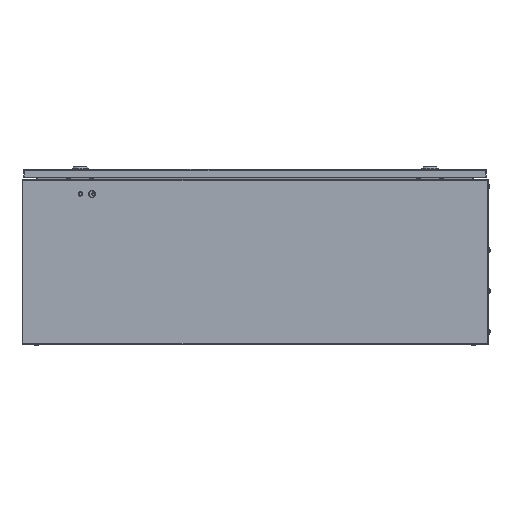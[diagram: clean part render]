
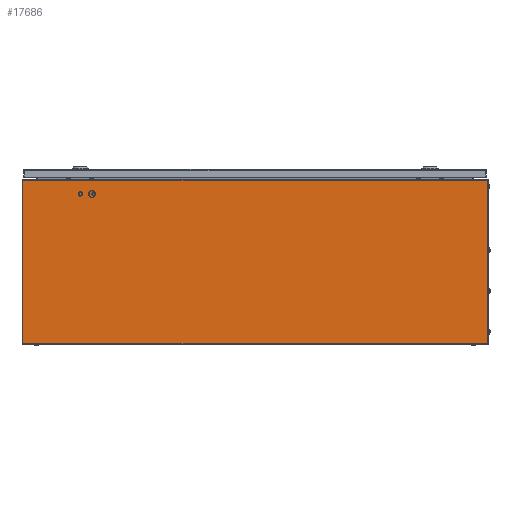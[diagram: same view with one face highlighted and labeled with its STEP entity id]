
A CAD part, left-side view. The second image highlights one B-rep face of the part: STEP entity #17686.
In plain terms, the highlighted planar face has unit normal (-1, 0, 0).
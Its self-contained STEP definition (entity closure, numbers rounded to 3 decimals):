
#4241 = VERTEX_POINT ( 'NONE', #52627 ) ;
#8722 = DIRECTION ( 'NONE',  ( 1., 0., 0. ) ) ;
#9141 = ORIENTED_EDGE ( 'NONE', *, *, #10121, .T. ) ;
#10121 = EDGE_CURVE ( 'NONE', #40898, #42838, #28131, .T. ) ;
#12716 = VECTOR ( 'NONE', #33875, 1000. ) ;
#12859 = AXIS2_PLACEMENT_3D ( 'NONE', #72287, #8722, #66010 ) ;
#14167 = VECTOR ( 'NONE', #18366, 1000. ) ;
#15051 = DIRECTION ( 'NONE',  ( 0., -1., 0. ) ) ;
#15499 = DIRECTION ( 'NONE',  ( 0., -1., 0. ) ) ;
#16125 = EDGE_LOOP ( 'NONE', ( #9141, #23098, #60794, #62949 ) ) ;
#16893 = CARTESIAN_POINT ( 'NONE',  ( 0., 800., 0. ) ) ;
#17686 = ADVANCED_FACE ( 'NONE', ( #48925 ), #54143, .F. ) ;
#18366 = DIRECTION ( 'NONE',  ( 0., 0., -1. ) ) ;
#22201 = VERTEX_POINT ( 'NONE', #61388 ) ;
#22353 = LINE ( 'NONE', #72484, #12716 ) ;
#22515 = CARTESIAN_POINT ( 'NONE',  ( 0., 0., 0. ) ) ;
#23098 = ORIENTED_EDGE ( 'NONE', *, *, #47275, .F. ) ;
#26986 = CARTESIAN_POINT ( 'NONE',  ( 0., 0., 283. ) ) ;
#28131 = LINE ( 'NONE', #50817, #68594 ) ;
#33875 = DIRECTION ( 'NONE',  ( 0., 0., -1. ) ) ;
#34050 = CARTESIAN_POINT ( 'NONE',  ( 0., 800., 283. ) ) ;
#35533 = EDGE_CURVE ( 'NONE', #22201, #4241, #38176, .T. ) ;
#38176 = LINE ( 'NONE', #26986, #72112 ) ;
#40898 = VERTEX_POINT ( 'NONE', #16893 ) ;
#42838 = VERTEX_POINT ( 'NONE', #22515 ) ;
#43038 = EDGE_CURVE ( 'NONE', #22201, #40898, #68201, .T. ) ;
#47275 = EDGE_CURVE ( 'NONE', #4241, #42838, #22353, .T. ) ;
#48925 = FACE_OUTER_BOUND ( 'NONE', #16125, .T. ) ;
#50817 = CARTESIAN_POINT ( 'NONE',  ( 0., 0., 0. ) ) ;
#52627 = CARTESIAN_POINT ( 'NONE',  ( 0., 0., 283. ) ) ;
#54143 = PLANE ( 'NONE',  #12859 ) ;
#60794 = ORIENTED_EDGE ( 'NONE', *, *, #35533, .F. ) ;
#61388 = CARTESIAN_POINT ( 'NONE',  ( 0., 800., 283. ) ) ;
#62949 = ORIENTED_EDGE ( 'NONE', *, *, #43038, .T. ) ;
#66010 = DIRECTION ( 'NONE',  ( 0., 0., -1. ) ) ;
#68201 = LINE ( 'NONE', #34050, #14167 ) ;
#68594 = VECTOR ( 'NONE', #15499, 1000. ) ;
#72112 = VECTOR ( 'NONE', #15051, 1000. ) ;
#72287 = CARTESIAN_POINT ( 'NONE',  ( 0., 0., 283. ) ) ;
#72484 = CARTESIAN_POINT ( 'NONE',  ( 0., 0., 283. ) ) ;
